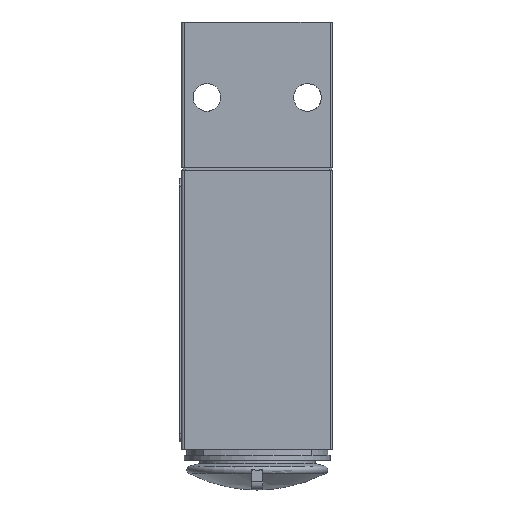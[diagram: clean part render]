
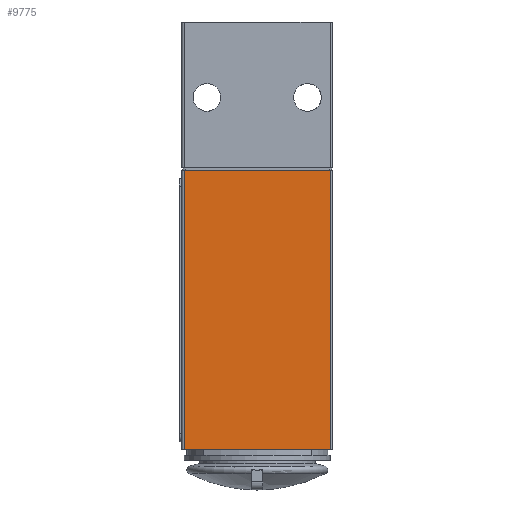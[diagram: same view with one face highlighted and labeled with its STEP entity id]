
A CAD part, front view. The second image highlights one B-rep face of the part: STEP entity #9775.
In plain terms, the highlighted planar face has unit normal (0, -1, 0).
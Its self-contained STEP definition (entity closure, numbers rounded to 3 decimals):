
#3963=CARTESIAN_POINT('',(14.5,-15.,-55.5));
#3964=VERTEX_POINT('',#3963);
#3972=CARTESIAN_POINT('',(-14.5,-15.,-55.5));
#3973=VERTEX_POINT('',#3972);
#3974=CARTESIAN_POINT('',(-14.5,-15.,-55.5));
#3975=DIRECTION('',(1.0,0.0,0.0));
#3976=VECTOR('',#3975,29.);
#3977=LINE('',#3974,#3976);
#3978=EDGE_CURVE('',#3973,#3964,#3977,.T.);
#6540=CARTESIAN_POINT('',(14.5,-15.,0.));
#6541=VERTEX_POINT('',#6540);
#6591=CARTESIAN_POINT('',(-14.5,-15.,0.));
#6592=VERTEX_POINT('',#6591);
#6600=CARTESIAN_POINT('',(-14.5,-15.,0.));
#6601=DIRECTION('',(1.0,0.0,0.0));
#6602=VECTOR('',#6601,29.);
#6603=LINE('',#6600,#6602);
#6604=EDGE_CURVE('',#6592,#6541,#6603,.T.);
#9750=CARTESIAN_POINT('',(14.5,-15.,0.));
#9751=DIRECTION('',(0.0,0.0,-1.0));
#9752=VECTOR('',#9751,55.5);
#9753=LINE('',#9750,#9752);
#9754=EDGE_CURVE('',#6541,#3964,#9753,.T.);
#9759=CARTESIAN_POINT('',(-15.,-15.,0.));
#9760=DIRECTION('',(0.0,-1.0,0.0));
#9761=DIRECTION('',(0.0,0.0,1.0));
#9762=AXIS2_PLACEMENT_3D('',#9759,#9760,#9761);
#9763=PLANE('',#9762);
#9764=ORIENTED_EDGE('',*,*,#9754,.F.);
#9765=ORIENTED_EDGE('',*,*,#6604,.F.);
#9766=CARTESIAN_POINT('',(-14.5,-15.,-55.5));
#9767=DIRECTION('',(0.0,0.0,1.0));
#9768=VECTOR('',#9767,55.5);
#9769=LINE('',#9766,#9768);
#9770=EDGE_CURVE('',#3973,#6592,#9769,.T.);
#9771=ORIENTED_EDGE('',*,*,#9770,.F.);
#9772=ORIENTED_EDGE('',*,*,#3978,.T.);
#9773=EDGE_LOOP('',(#9764,#9765,#9771,#9772));
#9774=FACE_OUTER_BOUND('',#9773,.T.);
#9775=ADVANCED_FACE('',(#9774),#9763,.T.);
